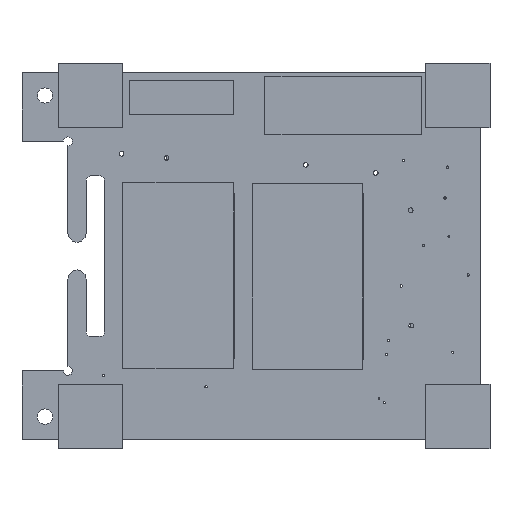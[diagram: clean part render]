
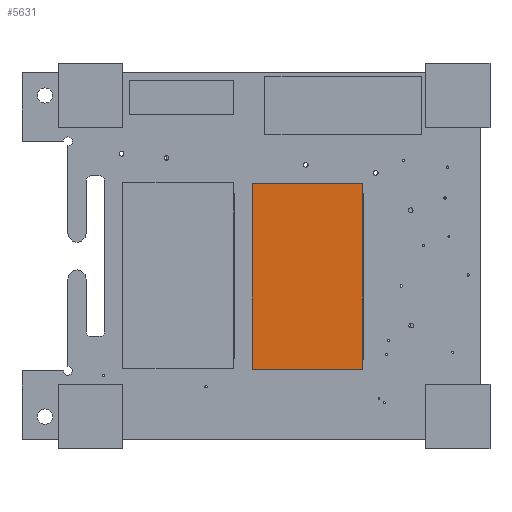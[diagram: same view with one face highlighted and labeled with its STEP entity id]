
A CAD part, top view. The second image highlights one B-rep face of the part: STEP entity #5631.
In plain terms, the highlighted planar face has unit normal (0, 0, 1).
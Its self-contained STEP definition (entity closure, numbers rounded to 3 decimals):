
#555=PLANE('',#6162);
#825=FACE_OUTER_BOUND('',#1167,.T.);
#1167=EDGE_LOOP('',(#5203,#5204,#5205,#5206));
#1781=LINE('',#9203,#2415);
#1784=LINE('',#9209,#2418);
#1787=LINE('',#9215,#2421);
#1790=LINE('',#9219,#2424);
#2415=VECTOR('',#7574,10.);
#2418=VECTOR('',#7579,10.);
#2421=VECTOR('',#7584,10.);
#2424=VECTOR('',#7589,10.);
#3023=VERTEX_POINT('',#9200);
#3024=VERTEX_POINT('',#9202);
#3026=VERTEX_POINT('',#9208);
#3028=VERTEX_POINT('',#9214);
#3749=EDGE_CURVE('',#3024,#3023,#1781,.T.);
#3752=EDGE_CURVE('',#3026,#3024,#1784,.T.);
#3755=EDGE_CURVE('',#3028,#3026,#1787,.T.);
#3758=EDGE_CURVE('',#3023,#3028,#1790,.T.);
#5203=ORIENTED_EDGE('',*,*,#3758,.T.);
#5204=ORIENTED_EDGE('',*,*,#3755,.T.);
#5205=ORIENTED_EDGE('',*,*,#3752,.T.);
#5206=ORIENTED_EDGE('',*,*,#3749,.T.);
#5631=ADVANCED_FACE('',(#825),#555,.T.);
#6162=AXIS2_PLACEMENT_3D('',#9220,#7590,#7591);
#7574=DIRECTION('',(-1.,0.,0.));
#7579=DIRECTION('',(0.,1.,0.));
#7584=DIRECTION('',(1.,0.,0.));
#7589=DIRECTION('',(0.,-1.,0.));
#7590=DIRECTION('center_axis',(0.,0.,1.));
#7591=DIRECTION('ref_axis',(1.,0.,0.));
#9200=CARTESIAN_POINT('',(0.,40.767,0.1));
#9202=CARTESIAN_POINT('',(24.13,40.767,0.1));
#9203=CARTESIAN_POINT('',(24.13,40.767,0.1));
#9208=CARTESIAN_POINT('',(24.13,0.254,0.1));
#9209=CARTESIAN_POINT('',(24.13,0.254,0.1));
#9214=CARTESIAN_POINT('',(0.,0.254,0.1));
#9215=CARTESIAN_POINT('',(0.,0.254,0.1));
#9219=CARTESIAN_POINT('',(0.,40.767,0.1));
#9220=CARTESIAN_POINT('Origin',(12.065,20.511,0.1));
